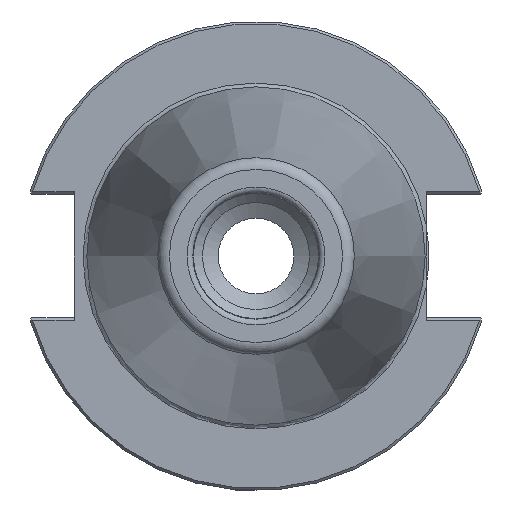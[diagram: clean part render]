
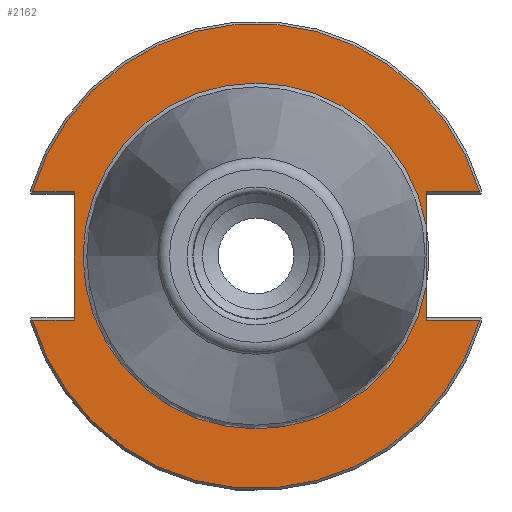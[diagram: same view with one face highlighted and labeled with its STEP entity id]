
A CAD part, left-side view. The second image highlights one B-rep face of the part: STEP entity #2162.
In plain terms, the highlighted planar face has unit normal (-1, 0, 0).
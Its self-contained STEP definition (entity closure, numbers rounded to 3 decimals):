
#144=PLANE('',#2313);
#204=FACE_OUTER_BOUND('',#321,.T.);
#321=EDGE_LOOP('',(#1515,#1516,#1517,#1518,#1519,#1520,#1521,#1522,#1523,
#1524,#1525));
#462=LINE('',#3358,#587);
#465=LINE('',#3417,#590);
#466=LINE('',#3423,#591);
#467=LINE('',#3425,#592);
#468=LINE('',#3429,#593);
#469=LINE('',#3431,#594);
#470=LINE('',#3432,#595);
#587=VECTOR('',#2623,10.);
#590=VECTOR('',#2642,10.);
#591=VECTOR('',#2647,10.);
#592=VECTOR('',#2648,10.);
#593=VECTOR('',#2651,10.);
#594=VECTOR('',#2652,10.);
#595=VECTOR('',#2653,10.);
#697=CIRCLE('',#2311,48.25);
#699=CIRCLE('',#2314,35.9);
#700=CIRCLE('',#2315,35.9);
#701=CIRCLE('',#2316,48.25);
#878=VERTEX_POINT('',#3355);
#879=VERTEX_POINT('',#3357);
#887=VERTEX_POINT('',#3404);
#890=VERTEX_POINT('',#3416);
#891=VERTEX_POINT('',#3418);
#892=VERTEX_POINT('',#3420);
#893=VERTEX_POINT('',#3422);
#894=VERTEX_POINT('',#3424);
#895=VERTEX_POINT('',#3426);
#896=VERTEX_POINT('',#3428);
#897=VERTEX_POINT('',#3430);
#1131=EDGE_CURVE('',#878,#879,#462,.T.);
#1143=EDGE_CURVE('',#879,#887,#697,.T.);
#1147=EDGE_CURVE('',#878,#890,#465,.T.);
#1148=EDGE_CURVE('',#890,#891,#699,.T.);
#1149=EDGE_CURVE('',#891,#892,#700,.T.);
#1150=EDGE_CURVE('',#892,#893,#466,.T.);
#1151=EDGE_CURVE('',#894,#893,#467,.T.);
#1152=EDGE_CURVE('',#895,#894,#701,.T.);
#1153=EDGE_CURVE('',#896,#895,#468,.T.);
#1154=EDGE_CURVE('',#896,#897,#469,.T.);
#1155=EDGE_CURVE('',#887,#897,#470,.T.);
#1515=ORIENTED_EDGE('',*,*,#1131,.F.);
#1516=ORIENTED_EDGE('',*,*,#1147,.T.);
#1517=ORIENTED_EDGE('',*,*,#1148,.T.);
#1518=ORIENTED_EDGE('',*,*,#1149,.T.);
#1519=ORIENTED_EDGE('',*,*,#1150,.T.);
#1520=ORIENTED_EDGE('',*,*,#1151,.F.);
#1521=ORIENTED_EDGE('',*,*,#1152,.F.);
#1522=ORIENTED_EDGE('',*,*,#1153,.F.);
#1523=ORIENTED_EDGE('',*,*,#1154,.T.);
#1524=ORIENTED_EDGE('',*,*,#1155,.F.);
#1525=ORIENTED_EDGE('',*,*,#1143,.F.);
#2162=ADVANCED_FACE('',(#204),#144,.T.);
#2311=AXIS2_PLACEMENT_3D('',#3405,#2636,#2637);
#2313=AXIS2_PLACEMENT_3D('',#3415,#2640,#2641);
#2314=AXIS2_PLACEMENT_3D('',#3419,#2643,#2644);
#2315=AXIS2_PLACEMENT_3D('',#3421,#2645,#2646);
#2316=AXIS2_PLACEMENT_3D('',#3427,#2649,#2650);
#2623=DIRECTION('',(0.,-1.,0.));
#2636=DIRECTION('center_axis',(1.,0.,0.));
#2637=DIRECTION('ref_axis',(0.,0.,-1.));
#2640=DIRECTION('center_axis',(-1.,0.,0.));
#2641=DIRECTION('ref_axis',(0.,0.,1.));
#2642=DIRECTION('',(0.,0.,1.));
#2643=DIRECTION('center_axis',(1.,0.,0.));
#2644=DIRECTION('ref_axis',(0.,0.,-1.));
#2645=DIRECTION('center_axis',(1.,0.,0.));
#2646=DIRECTION('ref_axis',(0.,0.,-1.));
#2647=DIRECTION('',(0.,0.,1.));
#2648=DIRECTION('',(0.,1.,0.));
#2649=DIRECTION('center_axis',(1.,0.,0.));
#2650=DIRECTION('ref_axis',(0.,0.,-1.));
#2651=DIRECTION('',(0.,1.,0.));
#2652=DIRECTION('',(0.,0.,-1.));
#2653=DIRECTION('',(0.,-1.,0.));
#3355=CARTESIAN_POINT('',(3.175,-35.3,-13.325));
#3357=CARTESIAN_POINT('',(3.175,-46.373,-13.325));
#3358=CARTESIAN_POINT('',(3.175,-13.707,-13.325));
#3404=CARTESIAN_POINT('',(3.175,46.373,-13.325));
#3405=CARTESIAN_POINT('Origin',(3.175,0.,
0.));
#3415=CARTESIAN_POINT('Origin',(3.175,48.25,0.));
#3416=CARTESIAN_POINT('',(3.175,-35.3,-6.536));
#3417=CARTESIAN_POINT('',(3.175,-35.3,-6.413));
#3418=CARTESIAN_POINT('',(3.175,0.,35.9));
#3419=CARTESIAN_POINT('Origin',(3.175,0.,
0.));
#3420=CARTESIAN_POINT('',(3.175,-35.3,6.536));
#3421=CARTESIAN_POINT('Origin',(3.175,0.,
0.));
#3422=CARTESIAN_POINT('',(3.175,-35.3,13.325));
#3423=CARTESIAN_POINT('',(3.175,-35.3,-6.413));
#3424=CARTESIAN_POINT('',(3.175,-46.373,13.325));
#3425=CARTESIAN_POINT('',(3.175,6.475,13.325));
#3426=CARTESIAN_POINT('',(3.175,46.373,13.325));
#3427=CARTESIAN_POINT('Origin',(3.175,0.,
0.));
#3428=CARTESIAN_POINT('',(3.175,37.7,13.325));
#3429=CARTESIAN_POINT('',(3.175,61.395,13.325));
#3430=CARTESIAN_POINT('',(3.175,37.7,-13.325));
#3431=CARTESIAN_POINT('',(3.175,37.7,6.413));
#3432=CARTESIAN_POINT('',(3.175,42.975,-13.325));
